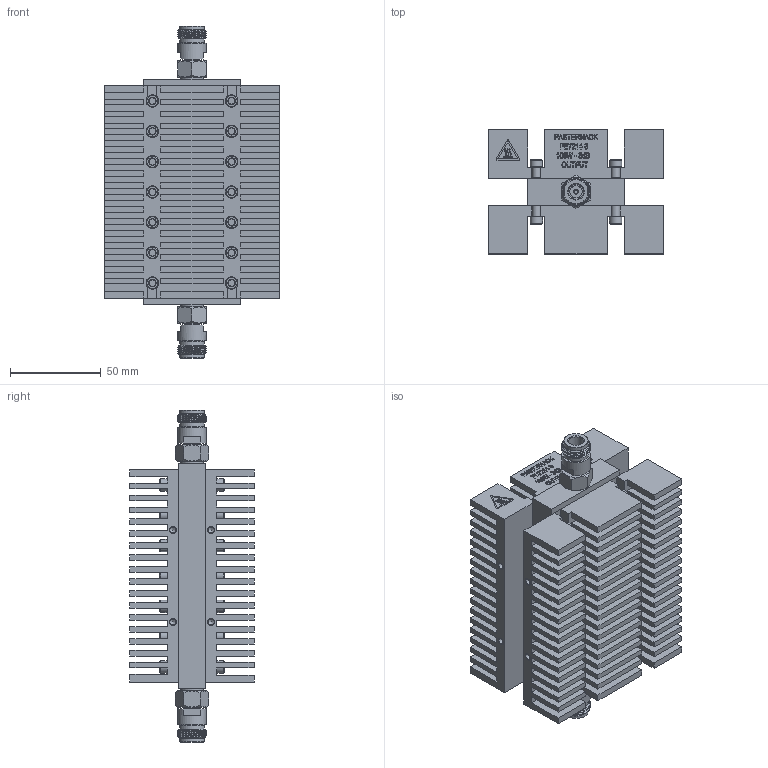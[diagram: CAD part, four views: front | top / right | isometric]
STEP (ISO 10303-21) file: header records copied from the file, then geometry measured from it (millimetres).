
FILE_DESCRIPTION (( 'STEP AP203' ), '1' );
FILE_NAME ('PE7214-3_3D.step', '2021-03-26T20:55:30', ( '' ), ( '' ), 'SwSTEP 2.0', 'SolidWorks 2020', '' );
FILE_SCHEMA (( 'CONFIG_CONTROL_DESIGN' ));
Length unit declared in the file: inch
Products named in the file (1): PE7214-3_3D
Bounding box: 96.52 x 68.58 x 183.39 mm (x, y, z)
Volume: 428623.9 mm3; surface area: 183982.6 mm2
Topology: 1 solids, 1 shells, 1625 faces, 3935 edges, 2471 vertices
Faces by surface type: plane 1094, cone 276, bspline 159, cylinder 94, torus 2
Full cylindrical faces by diameter (mm): 1.778 x2, 2.54 x2, 3.3 x8, 4 x8, 6.731 x2, 6.858 x28, 7.62 x2, 8.255 x2, 12.7 x2, 13.716 x4, 15.875 x2
Entity records: 57217 total; most frequent: CARTESIAN_POINT 21489, ORIENTED_EDGE 7528, DIRECTION 6516, EDGE_CURVE 3764, VECTOR 2694, LINE 2694, VERTEX_POINT 2440, EDGE_LOOP 1916
